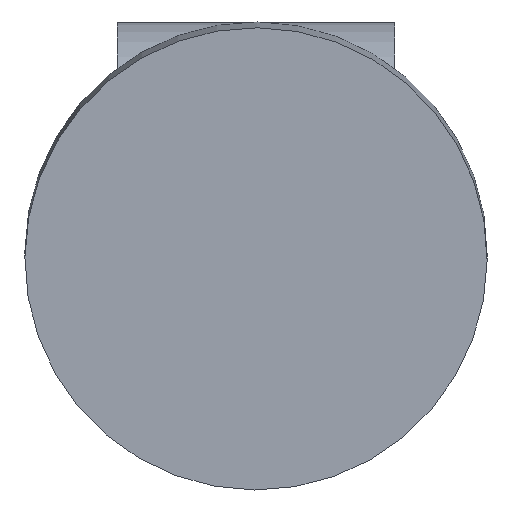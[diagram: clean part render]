
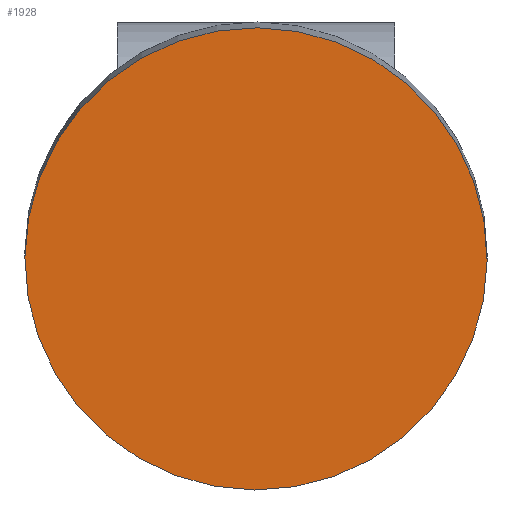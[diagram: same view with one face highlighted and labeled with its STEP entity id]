
A CAD part, front view. The second image highlights one B-rep face of the part: STEP entity #1928.
In plain terms, the highlighted planar face has unit normal (0, -1, -0.013).
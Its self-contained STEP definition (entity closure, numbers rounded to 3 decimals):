
#67 = CARTESIAN_POINT ( 'NONE',  ( 345.508, 615.863, 700.335 ) ) ;
#263 = CARTESIAN_POINT ( 'NONE',  ( 347.755, 615.703, 712.63 ) ) ;
#412 = DIRECTION ( 'NONE',  ( -0.984, -0.002, 0.18 ) ) ;
#581 = AXIS2_PLACEMENT_3D ( 'NONE', #1421, #615, #1297 ) ;
#615 = DIRECTION ( 'NONE',  ( 0., -1., -0.013 ) ) ;
#623 = VERTEX_POINT ( 'NONE', #1799 ) ;
#652 = FACE_OUTER_BOUND ( 'NONE', #1689, .T. ) ;
#689 = ORIENTED_EDGE ( 'NONE', *, *, #896, .T. ) ;
#724 = DIRECTION ( 'NONE',  ( 0., -1., -0.013 ) ) ;
#801 = DIRECTION ( 'NONE',  ( -0.984, -0.002, 0.18 ) ) ;
#896 = EDGE_CURVE ( 'NONE', #2005, #623, #1216, .T. ) ;
#907 = CIRCLE ( 'NONE', #1662, 12.5 ) ;
#1216 = CIRCLE ( 'NONE', #581, 12.5 ) ;
#1297 = DIRECTION ( 'NONE',  ( -0.984, -0.002, 0.18 ) ) ;
#1409 = CARTESIAN_POINT ( 'NONE',  ( 333.211, 615.834, 702.581 ) ) ;
#1413 = AXIS2_PLACEMENT_3D ( 'NONE', #263, #1493, #801 ) ;
#1419 = ORIENTED_EDGE ( 'NONE', *, *, #1895, .T. ) ;
#1421 = CARTESIAN_POINT ( 'NONE',  ( 345.508, 615.863, 700.335 ) ) ;
#1493 = DIRECTION ( 'NONE',  ( 0., -1., -0.013 ) ) ;
#1662 = AXIS2_PLACEMENT_3D ( 'NONE', #67, #724, #412 ) ;
#1689 = EDGE_LOOP ( 'NONE', ( #689, #1419 ) ) ;
#1799 = CARTESIAN_POINT ( 'NONE',  ( 357.804, 615.892, 698.088 ) ) ;
#1895 = EDGE_CURVE ( 'NONE', #623, #2005, #907, .T. ) ;
#1928 = ADVANCED_FACE ( 'NONE', ( #652 ), #2128, .T. ) ;
#2005 = VERTEX_POINT ( 'NONE', #1409 ) ;
#2128 = PLANE ( 'NONE',  #1413 ) ;
